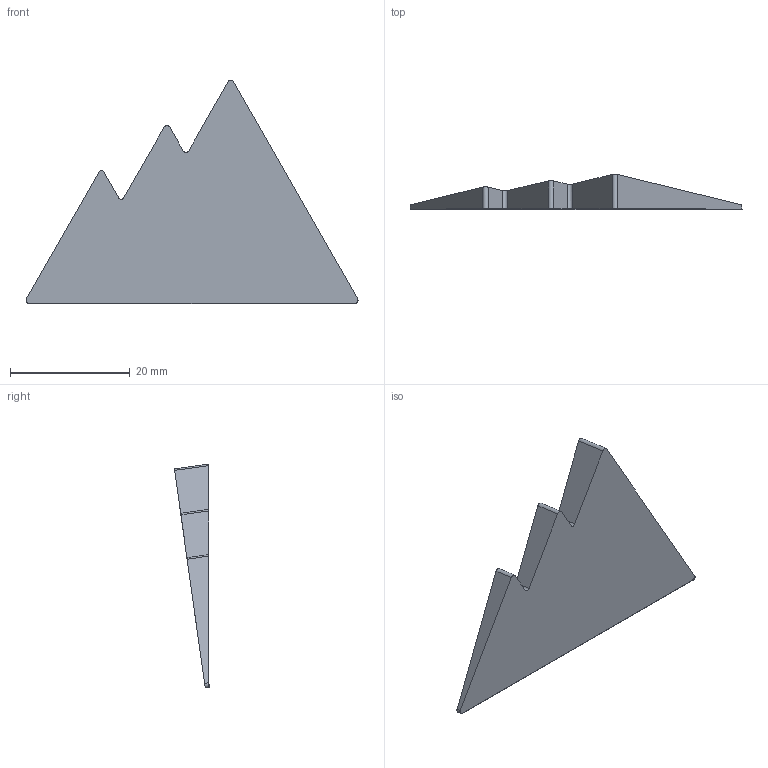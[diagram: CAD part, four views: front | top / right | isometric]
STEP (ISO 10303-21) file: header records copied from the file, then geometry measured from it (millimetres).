
FILE_DESCRIPTION(/* description */ (''),/* implementation_level */ '2;1');
FILE_NAME(/* name */ 'Klippe_s_render_file_badge.step',/* time_stamp */ '2020-01-31T16:46:37+01:00',/* author */ (''),/* organization */ (''),/* preprocessor_version */ 'ST-DEVELOPER v18',/* originating_system */ 'Autodesk Translation Framework v8.12.0.6',/* authorisation */ '');
FILE_SCHEMA (('AUTOMOTIVE_DESIGN { 1 0 10303 214 3 1 1 }'));
Length unit declared in the file: millimetre
Products named in the file (2): Fjell Pro; Weight badge
Assembly tree (1 placements, depth 2):
  Fjell Pro
    Weight badge
Bounding box: 55.56 x 5.88 x 37.45 mm (x, y, z)
Volume: 2637.2 mm3; surface area: 2654.6 mm2
Topology: 1 solids, 1 shells, 19 faces, 51 edges, 34 vertices
Faces by surface type: plane 10, cylinder 7, bspline 2
Entity records: 688 total; most frequent: CARTESIAN_POINT 117, DIRECTION 111, ORIENTED_EDGE 102, EDGE_CURVE 51, AXIS2_PLACEMENT_3D 40, VERTEX_POINT 34, LINE 31, VECTOR 31
